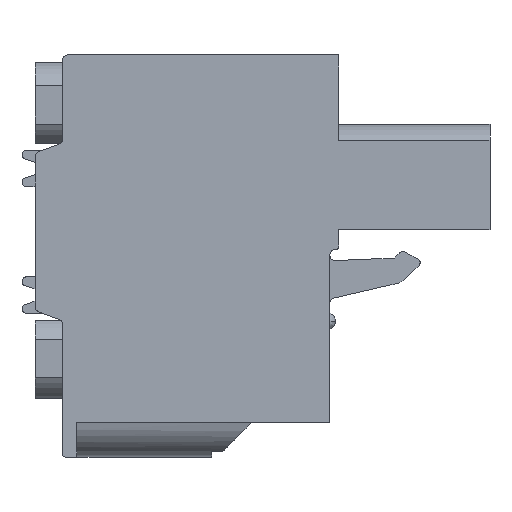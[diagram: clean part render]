
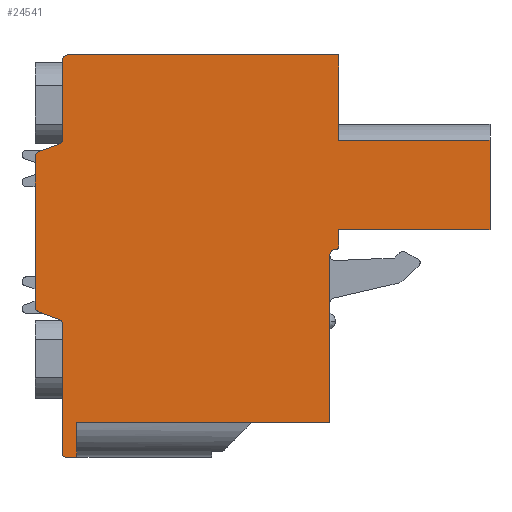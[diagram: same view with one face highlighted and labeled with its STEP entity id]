
A CAD part, front view. The second image highlights one B-rep face of the part: STEP entity #24541.
In plain terms, the highlighted planar face has unit normal (0, -1, 0).
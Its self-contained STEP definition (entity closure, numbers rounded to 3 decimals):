
#2215=DIRECTION('',(0.,0.,1.));
#2216=VECTOR('',#2215,4.7);
#2217=CARTESIAN_POINT('',(4.181,-96.42,6.775));
#2218=LINE('',#2217,#2216);
#2389=DIRECTION('',(-1.,0.,0.));
#2390=VECTOR('',#2389,8.3);
#2391=CARTESIAN_POINT('',(12.481,-96.42,6.775));
#2392=LINE('',#2391,#2390);
#2393=DIRECTION('',(0.,0.,-1.));
#2394=VECTOR('',#2393,4.9);
#2395=CARTESIAN_POINT('',(12.481,-96.42,6.775));
#2396=LINE('',#2395,#2394);
#2397=DIRECTION('',(-1.,0.,0.));
#2398=VECTOR('',#2397,8.3);
#2399=CARTESIAN_POINT('',(12.481,-96.42,1.875));
#2400=LINE('',#2399,#2398);
#2401=DIRECTION('',(0.,0.,-1.));
#2402=VECTOR('',#2401,0.901);
#2403=CARTESIAN_POINT('',(4.181,-96.42,1.875));
#2404=LINE('',#2403,#2402);
#2405=CARTESIAN_POINT('',(3.981,-96.42,0.974));
#2406=DIRECTION('',(0.,1.,0.));
#2407=DIRECTION('',(1.,0.,0.));
#2408=AXIS2_PLACEMENT_3D('',#2405,#2406,#2407);
#2410=CARTESIAN_POINT('',(3.981,-96.42,0.474));
#2411=DIRECTION('',(0.,-1.,0.));
#2412=DIRECTION('',(0.,0.,1.));
#2413=AXIS2_PLACEMENT_3D('',#2410,#2411,#2412);
#2415=DIRECTION('',(-1.,0.,0.));
#2416=VECTOR('',#2415,13.9);
#2417=CARTESIAN_POINT('',(3.681,-96.42,-8.725));
#2418=LINE('',#2417,#2416);
#2419=DIRECTION('',(0.,0.,-1.));
#2420=VECTOR('',#2419,1.9);
#2421=CARTESIAN_POINT('',(-10.219,-96.42,-8.725));
#2422=LINE('',#2421,#2420);
#2423=DIRECTION('',(-1.,0.,0.));
#2424=VECTOR('',#2423,0.6);
#2425=CARTESIAN_POINT('',(-10.219,-96.42,-10.625));
#2426=LINE('',#2425,#2424);
#2427=CARTESIAN_POINT('',(-10.819,-96.42,-10.425));
#2428=DIRECTION('',(0.,1.,0.));
#2429=DIRECTION('',(0.,0.,-1.));
#2430=AXIS2_PLACEMENT_3D('',#2427,#2428,#2429);
#2432=DIRECTION('',(0.,0.,1.));
#2433=VECTOR('',#2432,7.095);
#2434=CARTESIAN_POINT('',(-11.019,-96.42,-10.425));
#2435=LINE('',#2434,#2433);
#2436=CARTESIAN_POINT('',(-11.319,-96.42,-3.33));
#2437=DIRECTION('',(0.,-1.,0.));
#2438=DIRECTION('',(1.,0.,0.));
#2439=AXIS2_PLACEMENT_3D('',#2436,#2437,#2438);
#2441=DIRECTION('',(-0.94,0.,0.342));
#2442=VECTOR('',#2441,1.176);
#2443=CARTESIAN_POINT('',(-11.216,-96.42,-3.048));
#2444=LINE('',#2443,#2442);
#2445=CARTESIAN_POINT('',(-12.219,-96.42,-2.364));
#2446=DIRECTION('',(0.,1.,0.));
#2447=DIRECTION('',(-0.342,0.,-0.94));
#2448=AXIS2_PLACEMENT_3D('',#2445,#2446,#2447);
#2450=DIRECTION('',(0.,0.,1.));
#2451=VECTOR('',#2450,8.238);
#2452=CARTESIAN_POINT('',(-12.519,-96.42,-2.364));
#2453=LINE('',#2452,#2451);
#2454=CARTESIAN_POINT('',(-12.219,-96.42,5.874));
#2455=DIRECTION('',(0.,1.,0.));
#2456=DIRECTION('',(-1.,0.,0.));
#2457=AXIS2_PLACEMENT_3D('',#2454,#2455,#2456);
#2459=DIRECTION('',(0.94,0.,0.342));
#2460=VECTOR('',#2459,1.176);
#2461=CARTESIAN_POINT('',(-12.321,-96.42,6.156));
#2462=LINE('',#2461,#2460);
#2463=CARTESIAN_POINT('',(-11.319,-96.42,6.84));
#2464=DIRECTION('',(0.,-1.,0.));
#2465=DIRECTION('',(0.342,0.,-0.94));
#2466=AXIS2_PLACEMENT_3D('',#2463,#2464,#2465);
#2468=DIRECTION('',(0.,0.,1.));
#2469=VECTOR('',#2468,4.335);
#2470=CARTESIAN_POINT('',(-11.019,-96.42,6.84));
#2471=LINE('',#2470,#2469);
#2472=CARTESIAN_POINT('',(-10.719,-96.42,11.175));
#2473=DIRECTION('',(0.,1.,0.));
#2474=DIRECTION('',(-1.,0.,0.));
#2475=AXIS2_PLACEMENT_3D('',#2472,#2473,#2474);
#2477=DIRECTION('',(1.,0.,0.));
#2478=VECTOR('',#2477,14.9);
#2479=CARTESIAN_POINT('',(-10.719,-96.42,11.475));
#2480=LINE('',#2479,#2478);
#3555=DIRECTION('',(0.,0.,1.));
#3556=VECTOR('',#3555,9.199);
#3557=CARTESIAN_POINT('',(3.681,-96.42,-8.725));
#3558=LINE('',#3557,#3556);
#17489=CARTESIAN_POINT('',(-12.519,-96.42,-2.364));
#17490=CARTESIAN_POINT('',(-12.519,-96.42,5.874));
#17491=VERTEX_POINT('',#17489);
#17492=VERTEX_POINT('',#17490);
#17493=CARTESIAN_POINT('',(-12.321,-96.42,6.156));
#17494=VERTEX_POINT('',#17493);
#17495=CARTESIAN_POINT('',(-11.216,-96.42,6.558));
#17496=VERTEX_POINT('',#17495);
#17497=CARTESIAN_POINT('',(-11.019,-96.42,6.84));
#17498=VERTEX_POINT('',#17497);
#17499=CARTESIAN_POINT('',(-11.019,-96.42,11.175));
#17500=VERTEX_POINT('',#17499);
#17501=CARTESIAN_POINT('',(-10.719,-96.42,11.475));
#17502=VERTEX_POINT('',#17501);
#17503=CARTESIAN_POINT('',(4.181,-96.42,11.475));
#17504=VERTEX_POINT('',#17503);
#17505=CARTESIAN_POINT('',(3.681,-96.42,-8.725));
#17506=CARTESIAN_POINT('',(-10.219,-96.42,-8.725));
#17507=VERTEX_POINT('',#17505);
#17508=VERTEX_POINT('',#17506);
#17509=CARTESIAN_POINT('',(-10.219,-96.42,-10.625));
#17510=VERTEX_POINT('',#17509);
#17511=CARTESIAN_POINT('',(-10.819,-96.42,-10.625));
#17512=VERTEX_POINT('',#17511);
#17513=CARTESIAN_POINT('',(-11.019,-96.42,-10.425));
#17514=VERTEX_POINT('',#17513);
#17515=CARTESIAN_POINT('',(-11.019,-96.42,-3.33));
#17516=VERTEX_POINT('',#17515);
#17517=CARTESIAN_POINT('',(-11.216,-96.42,-3.048));
#17518=VERTEX_POINT('',#17517);
#17519=CARTESIAN_POINT('',(-12.321,-96.42,-2.646));
#17520=VERTEX_POINT('',#17519);
#17531=CARTESIAN_POINT('',(4.181,-96.42,0.974));
#17532=CARTESIAN_POINT('',(3.981,-96.42,0.774));
#17533=VERTEX_POINT('',#17531);
#17534=VERTEX_POINT('',#17532);
#17535=CARTESIAN_POINT('',(4.181,-96.42,1.875));
#17536=VERTEX_POINT('',#17535);
#17537=CARTESIAN_POINT('',(3.681,-96.42,0.474));
#17538=VERTEX_POINT('',#17537);
#17539=CARTESIAN_POINT('',(12.481,-96.42,1.875));
#17540=VERTEX_POINT('',#17539);
#18774=CARTESIAN_POINT('',(4.181,-96.42,6.775));
#18776=VERTEX_POINT('',#18774);
#18779=CARTESIAN_POINT('',(12.481,-96.42,6.775));
#18780=VERTEX_POINT('',#18779);
#24491=CARTESIAN_POINT('',(0.,-96.42,0.));
#24492=DIRECTION('',(0.,1.,0.));
#24493=DIRECTION('',(1.,0.,0.));
#24494=AXIS2_PLACEMENT_3D('',#24491,#24492,#24493);
#24495=PLANE('',#24494);
#24496=ORIENTED_EDGE('',*,*,#24398,.F.);
#24497=ORIENTED_EDGE('',*,*,#23067,.T.);
#24499=ORIENTED_EDGE('',*,*,#24498,.T.);
#24501=ORIENTED_EDGE('',*,*,#24500,.T.);
#24503=ORIENTED_EDGE('',*,*,#24502,.T.);
#24505=ORIENTED_EDGE('',*,*,#24504,.T.);
#24507=ORIENTED_EDGE('',*,*,#24506,.F.);
#24509=ORIENTED_EDGE('',*,*,#24508,.T.);
#24511=ORIENTED_EDGE('',*,*,#24510,.T.);
#24513=ORIENTED_EDGE('',*,*,#24512,.T.);
#24515=ORIENTED_EDGE('',*,*,#24514,.T.);
#24517=ORIENTED_EDGE('',*,*,#24516,.T.);
#24519=ORIENTED_EDGE('',*,*,#24518,.T.);
#24521=ORIENTED_EDGE('',*,*,#24520,.T.);
#24523=ORIENTED_EDGE('',*,*,#24522,.T.);
#24525=ORIENTED_EDGE('',*,*,#24524,.T.);
#24527=ORIENTED_EDGE('',*,*,#24526,.T.);
#24529=ORIENTED_EDGE('',*,*,#24528,.T.);
#24531=ORIENTED_EDGE('',*,*,#24530,.T.);
#24533=ORIENTED_EDGE('',*,*,#24532,.T.);
#24535=ORIENTED_EDGE('',*,*,#24534,.T.);
#24537=ORIENTED_EDGE('',*,*,#24536,.T.);
#24538=ORIENTED_EDGE('',*,*,#24412,.F.);
#24539=EDGE_LOOP('',(#24496,#24497,#24499,#24501,#24503,#24505,#24507,#24509,
#24511,#24513,#24515,#24517,#24519,#24521,#24523,#24525,#24527,#24529,#24531,
#24533,#24535,#24537,#24538));
#24540=FACE_OUTER_BOUND('',#24539,.F.);
#24541=ADVANCED_FACE('',(#24540),#24495,.F.);
#2409=CIRCLE('',#2408,0.2);
#2414=CIRCLE('',#2413,0.3);
#2431=CIRCLE('',#2430,0.2);
#2440=CIRCLE('',#2439,0.3);
#2449=CIRCLE('',#2448,0.3);
#2458=CIRCLE('',#2457,0.3);
#2467=CIRCLE('',#2466,0.3);
#2476=CIRCLE('',#2475,0.3);
#23067=EDGE_CURVE('',#18780,#17540,#2396,.T.);
#24398=EDGE_CURVE('',#18780,#18776,#2392,.T.);
#24412=EDGE_CURVE('',#18776,#17504,#2218,.T.);
#24498=EDGE_CURVE('',#17540,#17536,#2400,.T.);
#24500=EDGE_CURVE('',#17536,#17533,#2404,.T.);
#24502=EDGE_CURVE('',#17533,#17534,#2409,.T.);
#24504=EDGE_CURVE('',#17534,#17538,#2414,.T.);
#24506=EDGE_CURVE('',#17507,#17538,#3558,.T.);
#24508=EDGE_CURVE('',#17507,#17508,#2418,.T.);
#24510=EDGE_CURVE('',#17508,#17510,#2422,.T.);
#24512=EDGE_CURVE('',#17510,#17512,#2426,.T.);
#24514=EDGE_CURVE('',#17512,#17514,#2431,.T.);
#24516=EDGE_CURVE('',#17514,#17516,#2435,.T.);
#24518=EDGE_CURVE('',#17516,#17518,#2440,.T.);
#24520=EDGE_CURVE('',#17518,#17520,#2444,.T.);
#24522=EDGE_CURVE('',#17520,#17491,#2449,.T.);
#24524=EDGE_CURVE('',#17491,#17492,#2453,.T.);
#24526=EDGE_CURVE('',#17492,#17494,#2458,.T.);
#24528=EDGE_CURVE('',#17494,#17496,#2462,.T.);
#24530=EDGE_CURVE('',#17496,#17498,#2467,.T.);
#24532=EDGE_CURVE('',#17498,#17500,#2471,.T.);
#24534=EDGE_CURVE('',#17500,#17502,#2476,.T.);
#24536=EDGE_CURVE('',#17502,#17504,#2480,.T.);
